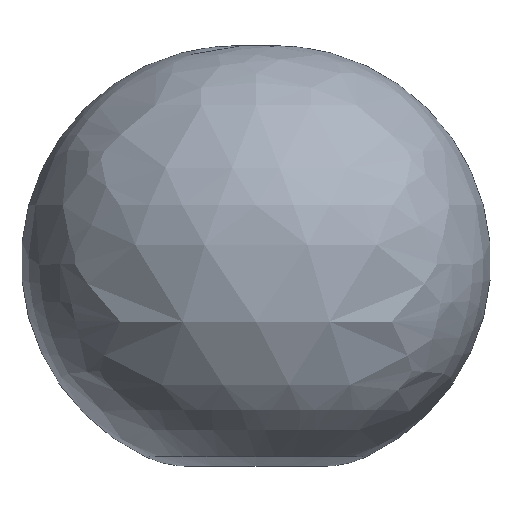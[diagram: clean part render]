
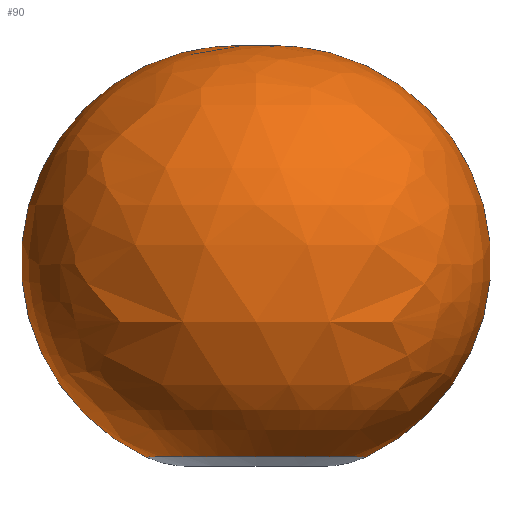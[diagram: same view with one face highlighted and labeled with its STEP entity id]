
A CAD part, left-side view. The second image highlights one B-rep face of the part: STEP entity #90.
In plain terms, the highlighted free-form (B-spline) face has degree [3, 3] with [4, 4] control points.
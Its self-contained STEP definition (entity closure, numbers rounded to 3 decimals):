
#1 = CARTESIAN_POINT ( 'NONE',  ( 0., -3114.576, -42.821 ) ) ;
#3 = CARTESIAN_POINT ( 'NONE',  ( -1732.676, 866.338, -1091.192 ) ) ;
#12 = CARTESIAN_POINT ( 'NONE',  ( 0., 0., 2133.35 ) ) ;
#16 = FACE_OUTER_BOUND ( 'NONE', #137, .T. ) ;
#21 = AXIS2_PLACEMENT_3D ( 'NONE', #43, #243, #72 ) ;
#26 =( BOUNDED_SURFACE ( )  B_SPLINE_SURFACE ( 3, 3, ( 
 ( #283, #254, #3, #286 ),
 ( #1, #203, #51, #30 ),
 ( #353, #290, #122, #322 ),
 ( #149, #349, #185, #12 ) ),
 .UNSPECIFIED., .F., .F., .T. ) 
 B_SPLINE_SURFACE_WITH_KNOTS ( ( 4, 4 ),
 ( 4, 4 ),
 ( 0., 1. ),
 ( 0., 1. ),
 .UNSPECIFIED. ) 
 GEOMETRIC_REPRESENTATION_ITEM ( )  RATIONAL_B_SPLINE_SURFACE ( (
 ( 1., 0.333, 0.333, 1.),
 ( 0.449, 0.15, 0.15, 0.449),
 ( 0.449, 0.15, 0.15, 0.449),
 ( 1., 0.333, 0.333, 1.) ) ) 
 REPRESENTATION_ITEM ( '' )  SURFACE ( )  );
#30 = CARTESIAN_POINT ( 'NONE',  ( 0., 3114.576, -42.821 ) ) ;
#37 = CIRCLE ( 'NONE', #21, 1695. ) ;
#43 = CARTESIAN_POINT ( 'NONE',  ( 0., 150., 445. ) ) ;
#51 = CARTESIAN_POINT ( 'NONE',  ( -6229.153, 3114.576, -42.821 ) ) ;
#72 = DIRECTION ( 'NONE',  ( 0., 1., 0. ) ) ;
#90 = ADVANCED_FACE ( 'NONE', ( #16 ), #26, .T. ) ;
#93 = AXIS2_PLACEMENT_3D ( 'NONE', #333, #166, #363 ) ;
#103 = EDGE_CURVE ( 'NONE', #308, #235, #175, .T. ) ;
#122 = CARTESIAN_POINT ( 'NONE',  ( -4941.848, 2470.924, 2352.877 ) ) ;
#124 = ORIENTED_EDGE ( 'NONE', *, *, #261, .T. ) ;
#137 = EDGE_LOOP ( 'NONE', ( #124, #354, #232 ) ) ;
#149 = CARTESIAN_POINT ( 'NONE',  ( 0., 0., 2133.35 ) ) ;
#151 = CARTESIAN_POINT ( 'NONE',  ( 0., -150., 445. ) ) ;
#166 = DIRECTION ( 'NONE',  ( 0., 0., 1. ) ) ;
#175 = CIRCLE ( 'NONE', #252, 1695. ) ;
#185 = CARTESIAN_POINT ( 'NONE',  ( 0., 0., 2133.35 ) ) ;
#187 = DIRECTION ( 'NONE',  ( 0., -1., 0. ) ) ;
#192 = CARTESIAN_POINT ( 'NONE',  ( 0., -866.338, -1091.192 ) ) ;
#203 = CARTESIAN_POINT ( 'NONE',  ( -6229.153, -3114.576, -42.821 ) ) ;
#204 = EDGE_CURVE ( 'NONE', #275, #235, #37, .T. ) ;
#215 = CARTESIAN_POINT ( 'NONE',  ( 0., 0., 2133.35 ) ) ;
#232 = ORIENTED_EDGE ( 'NONE', *, *, #204, .F. ) ;
#235 = VERTEX_POINT ( 'NONE', #215 ) ;
#243 = DIRECTION ( 'NONE',  ( 1., 0., 0. ) ) ;
#252 = AXIS2_PLACEMENT_3D ( 'NONE', #151, #351, #187 ) ;
#254 = CARTESIAN_POINT ( 'NONE',  ( -1732.676, -866.338, -1091.192 ) ) ;
#261 = EDGE_CURVE ( 'NONE', #275, #308, #267, .T. ) ;
#267 = CIRCLE ( 'NONE', #93, 866.338 ) ;
#275 = VERTEX_POINT ( 'NONE', #307 ) ;
#283 = CARTESIAN_POINT ( 'NONE',  ( 0., -866.338, -1091.192 ) ) ;
#286 = CARTESIAN_POINT ( 'NONE',  ( 0., 866.338, -1091.192 ) ) ;
#290 = CARTESIAN_POINT ( 'NONE',  ( -4941.848, -2470.924, 2352.877 ) ) ;
#307 = CARTESIAN_POINT ( 'NONE',  ( 0., 866.338, -1091.192 ) ) ;
#308 = VERTEX_POINT ( 'NONE', #192 ) ;
#322 = CARTESIAN_POINT ( 'NONE',  ( 0., 2470.924, 2352.877 ) ) ;
#333 = CARTESIAN_POINT ( 'NONE',  ( 0., 0., -1091.192 ) ) ;
#349 = CARTESIAN_POINT ( 'NONE',  ( 0., 0., 2133.35 ) ) ;
#351 = DIRECTION ( 'NONE',  ( -1., 0., 0. ) ) ;
#353 = CARTESIAN_POINT ( 'NONE',  ( 0., -2470.924, 2352.877 ) ) ;
#354 = ORIENTED_EDGE ( 'NONE', *, *, #103, .T. ) ;
#363 = DIRECTION ( 'NONE',  ( 0., 1., 0. ) ) ;
